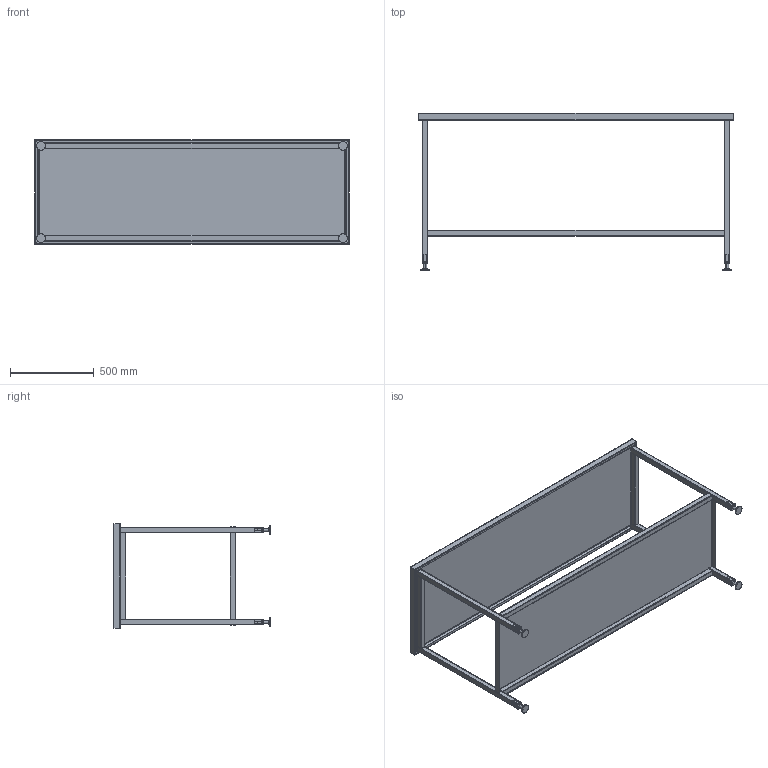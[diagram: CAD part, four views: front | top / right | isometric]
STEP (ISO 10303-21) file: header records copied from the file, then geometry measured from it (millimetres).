
FILE_DESCRIPTION(('FreeCAD Model'),'2;1');
FILE_NAME('Open CASCADE Shape Model','2025-04-29T11:39:02',('FreeCAD'),( 'FreeCAD'),'Open CASCADE STEP processor 7.6','FreeCAD','Unknown');
FILE_SCHEMA(('AUTOMOTIVE_DESIGN { 1 0 10303 214 1 1 1 1 }'));
Length unit declared in the file: millimetre
Products named in the file (1): Open CASCADE STEP translator 7.6 1
Bounding box: 1881.9 x 940.95 x 627.3 mm (x, y, z)
Volume: 6613018.6 mm3; surface area: 7385496.6 mm2
Topology: 14 solids, 14 shells, 564 faces, 1308 edges, 776 vertices
Faces by surface type: bspline 564
Entity records: 15128 total; most frequent: CARTESIAN_POINT 7545, ORIENTED_EDGE 2584, EDGE_CURVE 1292, B_SPLINE_CURVE_WITH_KNOTS 852, VERTEX_POINT 776, FACE_BOUND 600, EDGE_LOOP 600, ADVANCED_FACE 564
